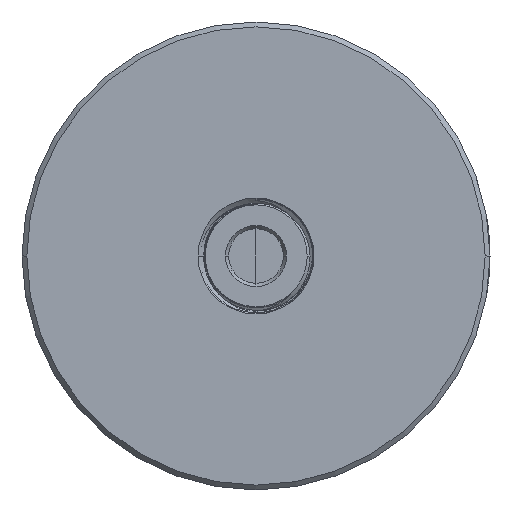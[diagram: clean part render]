
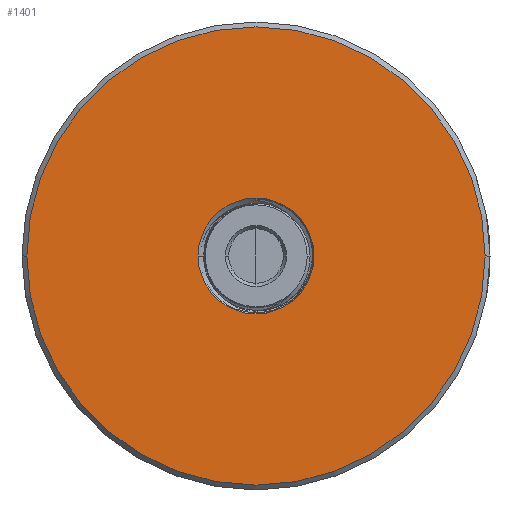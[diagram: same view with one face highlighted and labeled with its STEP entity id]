
A CAD part, left-side view. The second image highlights one B-rep face of the part: STEP entity #1401.
In plain terms, the highlighted planar face has unit normal (-1, 0, 0).
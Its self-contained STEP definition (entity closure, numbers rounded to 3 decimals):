
#1401 = ADVANCED_FACE ( 'NONE', ( #33396, #43973 ), #25070, .F. ) ;
#3844 = CARTESIAN_POINT ( 'NONE',  ( -31.57, 0., 0. ) ) ;
#6237 = AXIS2_PLACEMENT_3D ( 'NONE', #33800, #16128, #41124 ) ;
#7790 = AXIS2_PLACEMENT_3D ( 'NONE', #9770, #23851, #16901 ) ;
#8382 = VERTEX_POINT ( 'NONE', #26027 ) ;
#8922 = CIRCLE ( 'NONE', #27419, 4.75 ) ;
#9770 = CARTESIAN_POINT ( 'NONE',  ( -31.57, 0., 0. ) ) ;
#11722 = CIRCLE ( 'NONE', #7790, 18.8 ) ;
#12157 = EDGE_LOOP ( 'NONE', ( #42623, #38190 ) ) ;
#14127 = ORIENTED_EDGE ( 'NONE', *, *, #39950, .T. ) ;
#15302 = AXIS2_PLACEMENT_3D ( 'NONE', #3844, #32691, #43266 ) ;
#15521 = CARTESIAN_POINT ( 'NONE',  ( -31.57, 4.75, 0. ) ) ;
#15826 = CARTESIAN_POINT ( 'NONE',  ( -31.57, -4.75, 0. ) ) ;
#16128 = DIRECTION ( 'NONE',  ( 1., 0., 0. ) ) ;
#16901 = DIRECTION ( 'NONE',  ( 0., 1., 0. ) ) ;
#17656 = VERTEX_POINT ( 'NONE', #34878 ) ;
#18433 = DIRECTION ( 'NONE',  ( 0., 1., 0. ) ) ;
#19479 = DIRECTION ( 'NONE',  ( -1., 0., 0. ) ) ;
#21757 = VERTEX_POINT ( 'NONE', #15521 ) ;
#23227 = CIRCLE ( 'NONE', #30767, 18.8 ) ;
#23851 = DIRECTION ( 'NONE',  ( -1., 0., 0. ) ) ;
#25070 = PLANE ( 'NONE',  #15302 ) ;
#26027 = CARTESIAN_POINT ( 'NONE',  ( -31.57, -18.8, 0. ) ) ;
#26906 = DIRECTION ( 'NONE',  ( 0., 1., 0. ) ) ;
#27419 = AXIS2_PLACEMENT_3D ( 'NONE', #39881, #29300, #18433 ) ;
#29300 = DIRECTION ( 'NONE',  ( 1., 0., 0. ) ) ;
#30767 = AXIS2_PLACEMENT_3D ( 'NONE', #40751, #19479, #26906 ) ;
#31367 = VERTEX_POINT ( 'NONE', #15826 ) ;
#32691 = DIRECTION ( 'NONE',  ( 1., 0., 0. ) ) ;
#33083 = EDGE_LOOP ( 'NONE', ( #14127, #39981 ) ) ;
#33396 = FACE_BOUND ( 'NONE', #33083, .T. ) ;
#33800 = CARTESIAN_POINT ( 'NONE',  ( -31.57, 0., 0. ) ) ;
#34233 = EDGE_CURVE ( 'NONE', #21757, #31367, #38519, .T. ) ;
#34878 = CARTESIAN_POINT ( 'NONE',  ( -31.57, 18.8, 0. ) ) ;
#38190 = ORIENTED_EDGE ( 'NONE', *, *, #39355, .T. ) ;
#38519 = CIRCLE ( 'NONE', #6237, 4.75 ) ;
#39355 = EDGE_CURVE ( 'NONE', #8382, #17656, #11722, .T. ) ;
#39881 = CARTESIAN_POINT ( 'NONE',  ( -31.57, 0., 0. ) ) ;
#39950 = EDGE_CURVE ( 'NONE', #31367, #21757, #8922, .T. ) ;
#39981 = ORIENTED_EDGE ( 'NONE', *, *, #34233, .T. ) ;
#40751 = CARTESIAN_POINT ( 'NONE',  ( -31.57, 0., 0. ) ) ;
#41124 = DIRECTION ( 'NONE',  ( 0., 1., 0. ) ) ;
#42623 = ORIENTED_EDGE ( 'NONE', *, *, #43312, .T. ) ;
#43266 = DIRECTION ( 'NONE',  ( 0., 1., 0. ) ) ;
#43312 = EDGE_CURVE ( 'NONE', #17656, #8382, #23227, .T. ) ;
#43973 = FACE_OUTER_BOUND ( 'NONE', #12157, .T. ) ;
